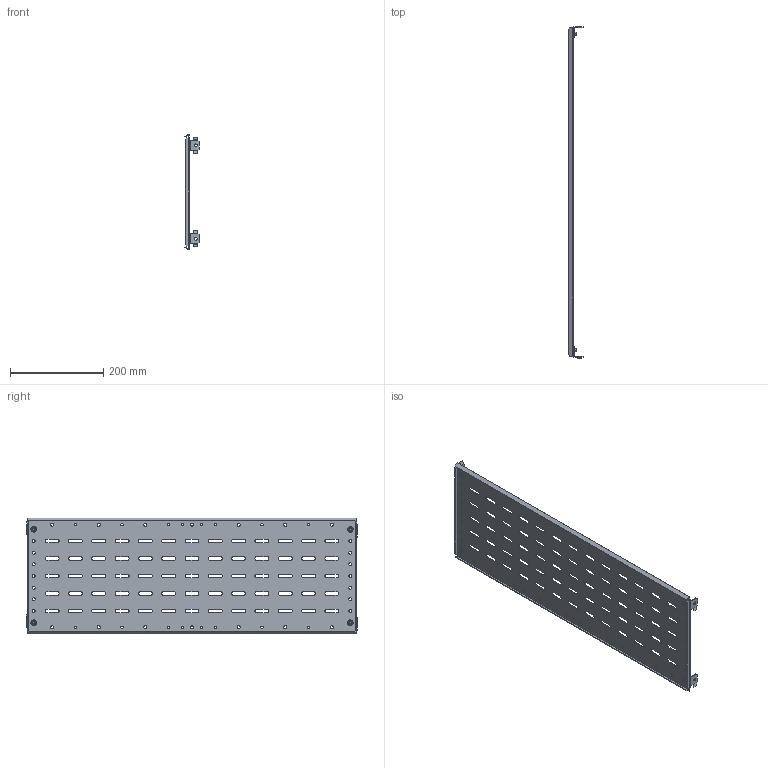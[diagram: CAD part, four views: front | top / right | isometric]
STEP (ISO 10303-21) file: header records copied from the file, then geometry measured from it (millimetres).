
FILE_DESCRIPTION (( 'STEP AP203' ), '1' );
FILE_NAME ('FO-00-SWF-025-080 FORMAT Ïåðåãîðîäêà ñåêöèîíèðîâàíèÿ çàäíÿÿ 250õ800 IEK.STEP', '2024-07-04T09:22:08', ( '' ), ( '' ), 'SwSTEP 2.0', 'SolidWorks 2022', '' );
FILE_SCHEMA (( 'CONFIG_CONTROL_DESIGN' ));
Length unit declared in the file: millimetre
Products named in the file (1): FO-00-SWF-025-080 FORMAT Перегородка секционирования задняя 250х800 IEK
Bounding box: 30.52 x 711.5 x 247.66 mm (x, y, z)
Volume: 269892.5 mm3; surface area: 368915.8 mm2
Topology: 9 solids, 9 shells, 705 faces, 2005 edges, 1326 vertices
Faces by surface type: cylinder 383, plane 290, cone 16, torus 16
Entity records: 23742 total; most frequent: DIRECTION 4231, CARTESIAN_POINT 4037, ORIENTED_EDGE 4010, EDGE_CURVE 2005, AXIS2_PLACEMENT_3D 1520, VERTEX_POINT 1326, VECTOR 1191, LINE 1191
